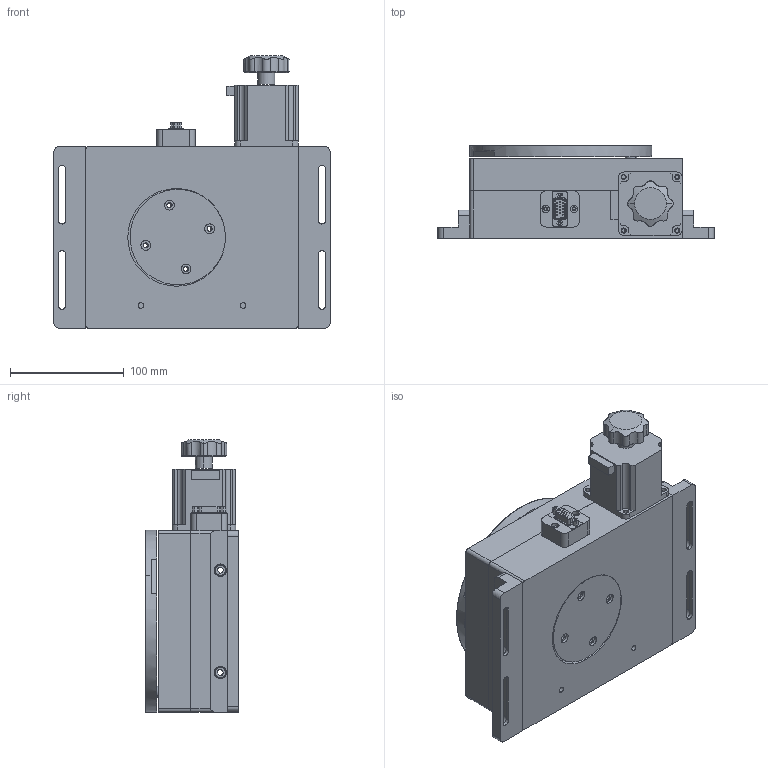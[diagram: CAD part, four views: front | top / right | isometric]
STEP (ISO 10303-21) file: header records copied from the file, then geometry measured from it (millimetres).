
FILE_DESCRIPTION (( 'STEP AP214' ), '1' );
FILE_NAME ('08MRX-3.STEP', '2018-10-08T08:43:38', ( '' ), ( '' ), 'SwSTEP 2.0', 'SolidWorks 2016', '' );
FILE_SCHEMA (( 'AUTOMOTIVE_DESIGN' ));
Length unit declared in the file: millimetre
Products named in the file (1): 08MRX-3
Bounding box: 243 x 82 x 239.8 mm (x, y, z)
Surface area: 243018.7 mm2 (no closed solid volume)
Topology: 0 solids, 141 shells, 1074 faces, 7176 edges, 5888 vertices
Faces by surface type: plane 740, cylinder 257, bspline 28, torus 26, cone 23
Entity records: 104198 total; most frequent: CARTESIAN_POINT 41857, ORIENTED_EDGE 9246, DIRECTION 9215, EDGE_CURVE 7176, VERTEX_POINT 5888, VECTOR 4275, LINE 4275, AXIS2_PLACEMENT_3D 2470
